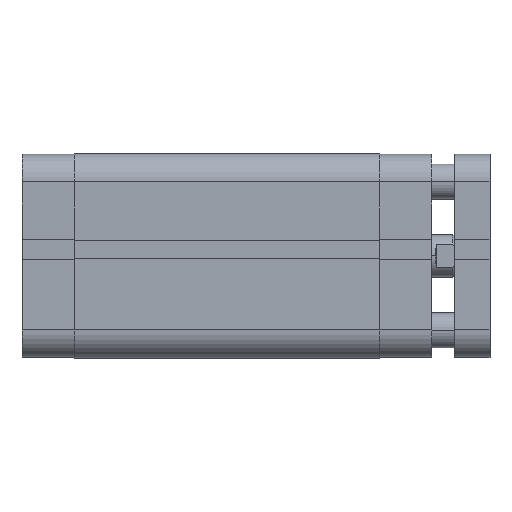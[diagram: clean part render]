
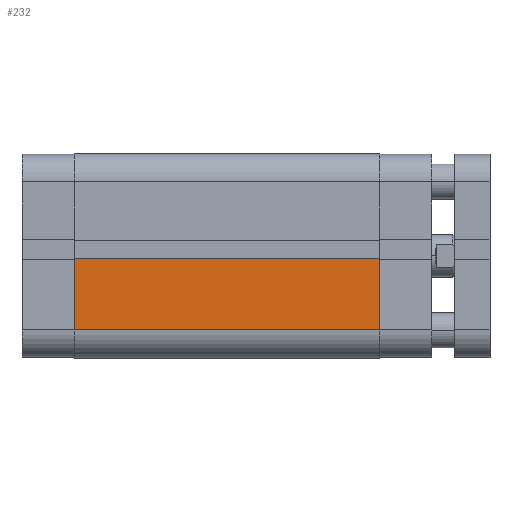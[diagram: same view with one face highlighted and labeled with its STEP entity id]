
A CAD part, top view. The second image highlights one B-rep face of the part: STEP entity #232.
In plain terms, the highlighted face is planar.
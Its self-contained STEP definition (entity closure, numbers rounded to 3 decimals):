
#116 = ORIENTED_EDGE ( 'NONE', *, *, #2612, .T. ) ;
#232 = ADVANCED_FACE ( 'NONE', ( #7174 ), #1115, .T. ) ;
#514 = VERTEX_POINT ( 'NONE', #3969 ) ;
#515 = VERTEX_POINT ( 'NONE', #3970 ) ;
#516 = VERTEX_POINT ( 'NONE', #3971 ) ;
#517 = VERTEX_POINT ( 'NONE', #3972 ) ;
#1114 = CARTESIAN_POINT ( 'NONE',  ( 29., -63.941, 86.5 ) ) ;
#1115 = PLANE ( 'NONE',  #3304 ) ;
#1117 = DIRECTION ( 'NONE',  ( 1., 0., 0. ) ) ;
#1118 = DIRECTION ( 'NONE',  ( 0., 1., 0. ) ) ;
#2612 = EDGE_CURVE ( 'NONE', #517, #515, #7695, .T. ) ;
#2653 = EDGE_CURVE ( 'NONE', #515, #514, #7766, .T. ) ;
#2720 = EDGE_CURVE ( 'NONE', #516, #514, #7877, .T. ) ;
#2723 = EDGE_CURVE ( 'NONE', #517, #516, #7886, .T. ) ;
#3304 = AXIS2_PLACEMENT_3D ( 'NONE', #1114, #1117, #1118 ) ;
#3969 = CARTESIAN_POINT ( 'NONE',  ( 29., 0.85, 0. ) ) ;
#3970 = CARTESIAN_POINT ( 'NONE',  ( 29., 0.85, 86.5 ) ) ;
#3971 = CARTESIAN_POINT ( 'NONE',  ( 29., 21., 0. ) ) ;
#3972 = CARTESIAN_POINT ( 'NONE',  ( 29., 21., 86.5 ) ) ;
#4437 = CARTESIAN_POINT ( 'NONE',  ( 29., -63.941, 86.5 ) ) ;
#4438 = DIRECTION ( 'NONE',  ( 0., -1., 0. ) ) ;
#4511 = CARTESIAN_POINT ( 'NONE',  ( 29., 0.85, 86.5 ) ) ;
#4528 = DIRECTION ( 'NONE',  ( 0., 0., -1. ) ) ;
#4656 = CARTESIAN_POINT ( 'NONE',  ( 29., -63.941, 0. ) ) ;
#4680 = DIRECTION ( 'NONE',  ( 0., -1., 0. ) ) ;
#4687 = CARTESIAN_POINT ( 'NONE',  ( 29., 21., 86.5 ) ) ;
#4688 = DIRECTION ( 'NONE',  ( 0., 0., -1. ) ) ;
#7174 = FACE_OUTER_BOUND ( 'NONE', #8238, .T. ) ;
#7695 = LINE ( 'NONE', #4437, #7696 ) ;
#7696 = VECTOR ( 'NONE', #4438, 1000. ) ;
#7766 = LINE ( 'NONE', #4511, #7770 ) ;
#7770 = VECTOR ( 'NONE', #4528, 1000. ) ;
#7877 = LINE ( 'NONE', #4656, #7885 ) ;
#7885 = VECTOR ( 'NONE', #4680, 1000. ) ;
#7886 = LINE ( 'NONE', #4687, #7888 ) ;
#7888 = VECTOR ( 'NONE', #4688, 1000. ) ;
#8238 = EDGE_LOOP ( 'NONE', ( #8411, #8489, #116, #8341 ) ) ;
#8341 = ORIENTED_EDGE ( 'NONE', *, *, #2653, .T. ) ;
#8411 = ORIENTED_EDGE ( 'NONE', *, *, #2720, .F. ) ;
#8489 = ORIENTED_EDGE ( 'NONE', *, *, #2723, .F. ) ;
